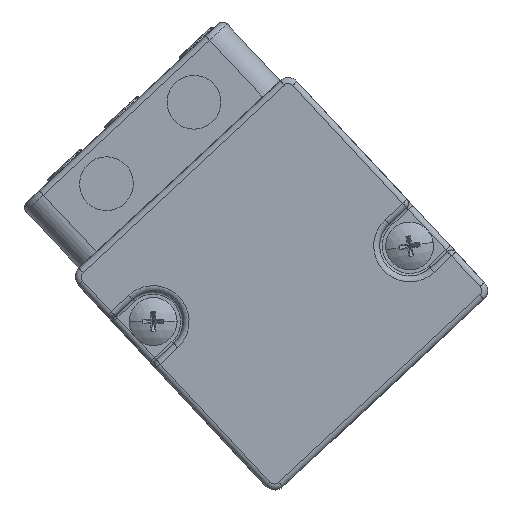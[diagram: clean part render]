
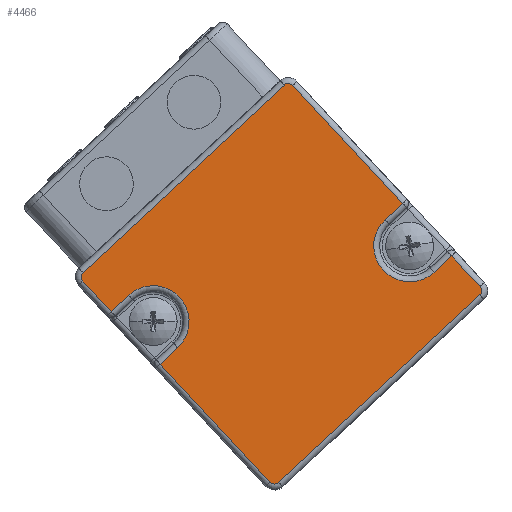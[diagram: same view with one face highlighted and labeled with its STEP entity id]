
A CAD part, left-side view. The second image highlights one B-rep face of the part: STEP entity #4466.
In plain terms, the highlighted planar face has unit normal (-1, 0, 0).
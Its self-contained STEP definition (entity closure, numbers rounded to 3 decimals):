
#61 = ORIENTED_EDGE ( 'NONE', *, *, #3659, .T. ) ;
#118 = CARTESIAN_POINT ( 'NONE',  ( -92.786, 12.175, -5.718 ) ) ;
#197 = ORIENTED_EDGE ( 'NONE', *, *, #5796, .T. ) ;
#251 = VERTEX_POINT ( 'NONE', #2930 ) ;
#419 = CARTESIAN_POINT ( 'NONE',  ( -92.786, -14.561, 0.061 ) ) ;
#622 = VERTEX_POINT ( 'NONE', #1338 ) ;
#682 = AXIS2_PLACEMENT_3D ( 'NONE', #1264, #8467, #7084 ) ;
#851 = VECTOR ( 'NONE', #1794, 1000. ) ;
#944 = CARTESIAN_POINT ( 'NONE',  ( -92.786, -6.746, 9.181 ) ) ;
#954 = DIRECTION ( 'NONE',  ( 0., 0.682, 0.732 ) ) ;
#1082 = EDGE_CURVE ( 'NONE', #251, #5537, #8187, .T. ) ;
#1168 = CARTESIAN_POINT ( 'NONE',  ( -92.786, -3.421, -4.853 ) ) ;
#1177 = VERTEX_POINT ( 'NONE', #419 ) ;
#1264 = CARTESIAN_POINT ( 'NONE',  ( -92.786, 12.757, -2.16 ) ) ;
#1338 = CARTESIAN_POINT ( 'NONE',  ( -92.786, 10.712, -4.354 ) ) ;
#1621 = CARTESIAN_POINT ( 'NONE',  ( -92.786, 10.214, 9.779 ) ) ;
#1652 = AXIS2_PLACEMENT_3D ( 'NONE', #5555, #5659, #4942 ) ;
#1711 = ORIENTED_EDGE ( 'NONE', *, *, #3489, .T. ) ;
#1759 = AXIS2_PLACEMENT_3D ( 'NONE', #4241, #4137, #5527 ) ;
#1773 = CARTESIAN_POINT ( 'NONE',  ( -92.786, -6.646, 6.354 ) ) ;
#1794 = DIRECTION ( 'NONE',  ( 0., 0.732, -0.682 ) ) ;
#1831 = VERTEX_POINT ( 'NONE', #6735 ) ;
#1855 = LINE ( 'NONE', #6821, #6598 ) ;
#1950 = EDGE_CURVE ( 'NONE', #7432, #9113, #6384, .T. ) ;
#1995 = EDGE_LOOP ( 'NONE', ( #8969, #197, #9154, #4277, #3283, #8817, #5626, #7465, #61, #3476, #8672, #2145, #1711, #8481, #6061, #5405 ) ) ;
#2145 = ORIENTED_EDGE ( 'NONE', *, *, #7013, .T. ) ;
#2230 = DIRECTION ( 'NONE',  ( 1., 0., 0. ) ) ;
#2292 = DIRECTION ( 'NONE',  ( -1., 0., 0. ) ) ;
#2295 = EDGE_CURVE ( 'NONE', #1177, #251, #8192, .T. ) ;
#2356 = VECTOR ( 'NONE', #7448, 1000. ) ;
#2561 = DIRECTION ( 'NONE',  ( -1., 0., 0. ) ) ;
#2637 = LINE ( 'NONE', #4026, #3441 ) ;
#2648 = EDGE_CURVE ( 'NONE', #6948, #7873, #8211, .T. ) ;
#2756 = CARTESIAN_POINT ( 'NONE',  ( -92.786, 0.669, -0.463 ) ) ;
#2769 = DIRECTION ( 'NONE',  ( 0., -0.682, -0.732 ) ) ;
#2866 = VECTOR ( 'NONE', #7852, 1000. ) ;
#2930 = CARTESIAN_POINT ( 'NONE',  ( -92.786, -14.586, 0.768 ) ) ;
#2952 = CARTESIAN_POINT ( 'NONE',  ( -92.786, -12.2, 3.328 ) ) ;
#3049 = CARTESIAN_POINT ( 'NONE',  ( -92.786, 2.033, 1. ) ) ;
#3060 = EDGE_CURVE ( 'NONE', #5072, #6305, #7533, .T. ) ;
#3138 = EDGE_CURVE ( 'NONE', #8896, #1831, #5109, .T. ) ;
#3267 = VECTOR ( 'NONE', #7599, 1000. ) ;
#3283 = ORIENTED_EDGE ( 'NONE', *, *, #8059, .T. ) ;
#3336 = DIRECTION ( 'NONE',  ( 0., 0.682, 0.732 ) ) ;
#3441 = VECTOR ( 'NONE', #6936, 1000. ) ;
#3453 = VECTOR ( 'NONE', #2769, 1000. ) ;
#3476 = ORIENTED_EDGE ( 'NONE', *, *, #1950, .T. ) ;
#3489 = EDGE_CURVE ( 'NONE', #6399, #8896, #5204, .T. ) ;
#3610 = VECTOR ( 'NONE', #4858, 1000. ) ;
#3659 = EDGE_CURVE ( 'NONE', #4374, #7432, #7846, .T. ) ;
#3731 = AXIS2_PLACEMENT_3D ( 'NONE', #8820, #2292, #6019 ) ;
#3977 = CARTESIAN_POINT ( 'NONE',  ( -92.786, 2.972, -15.594 ) ) ;
#4026 = CARTESIAN_POINT ( 'NONE',  ( -92.786, 3.396, 2.463 ) ) ;
#4137 = DIRECTION ( 'NONE',  ( 1., 0., 0. ) ) ;
#4241 = CARTESIAN_POINT ( 'NONE',  ( -92.786, -8.692, 4.16 ) ) ;
#4277 = ORIENTED_EDGE ( 'NONE', *, *, #3060, .T. ) ;
#4294 = LINE ( 'NONE', #6489, #3453 ) ;
#4374 = VERTEX_POINT ( 'NONE', #7761 ) ;
#4466 = ADVANCED_FACE ( 'NONE', ( #5813 ), #7381, .F. ) ;
#4573 = DIRECTION ( 'NONE',  ( 0., 0.682, 0.732 ) ) ;
#4599 = CARTESIAN_POINT ( 'NONE',  ( -92.786, 7.487, 6.853 ) ) ;
#4652 = AXIS2_PLACEMENT_3D ( 'NONE', #6192, #2561, #3336 ) ;
#4858 = DIRECTION ( 'NONE',  ( 0., -0.732, 0.682 ) ) ;
#4872 = DIRECTION ( 'NONE',  ( -1., 0., 0. ) ) ;
#4942 = DIRECTION ( 'NONE',  ( 0., 0.682, 0.732 ) ) ;
#4982 = CARTESIAN_POINT ( 'NONE',  ( -92.786, 2.265, -15.619 ) ) ;
#5072 = VERTEX_POINT ( 'NONE', #3977 ) ;
#5109 = CIRCLE ( 'NONE', #6164, 0.5 ) ;
#5204 = LINE ( 'NONE', #1621, #2356 ) ;
#5342 = VERTEX_POINT ( 'NONE', #118 ) ;
#5405 = ORIENTED_EDGE ( 'NONE', *, *, #2648, .T. ) ;
#5474 = LINE ( 'NONE', #1168, #851 ) ;
#5527 = DIRECTION ( 'NONE',  ( 0., 0.682, 0.732 ) ) ;
#5537 = VERTEX_POINT ( 'NONE', #2952 ) ;
#5555 = CARTESIAN_POINT ( 'NONE',  ( -92.786, -14.221, 0.427 ) ) ;
#5626 = ORIENTED_EDGE ( 'NONE', *, *, #1082, .T. ) ;
#5628 = EDGE_CURVE ( 'NONE', #1831, #6948, #9381, .T. ) ;
#5649 = EDGE_CURVE ( 'NONE', #5537, #4374, #5474, .T. ) ;
#5659 = DIRECTION ( 'NONE',  ( -1., 0., 0. ) ) ;
#5796 = EDGE_CURVE ( 'NONE', #622, #5342, #2637, .T. ) ;
#5813 = FACE_OUTER_BOUND ( 'NONE', #1995, .T. ) ;
#5866 = CARTESIAN_POINT ( 'NONE',  ( -92.786, 10.812, -7.181 ) ) ;
#5882 = VECTOR ( 'NONE', #8759, 1000. ) ;
#6019 = DIRECTION ( 'NONE',  ( 0., 0.682, 0.732 ) ) ;
#6061 = ORIENTED_EDGE ( 'NONE', *, *, #5628, .T. ) ;
#6164 = AXIS2_PLACEMENT_3D ( 'NONE', #7008, #4872, #9004 ) ;
#6192 = CARTESIAN_POINT ( 'NONE',  ( -92.786, 1.46, 17.253 ) ) ;
#6305 = VERTEX_POINT ( 'NONE', #4982 ) ;
#6384 = LINE ( 'NONE', #2756, #2866 ) ;
#6399 = VERTEX_POINT ( 'NONE', #8153 ) ;
#6460 = CARTESIAN_POINT ( 'NONE',  ( -92.786, -6.148, -7.779 ) ) ;
#6489 = CARTESIAN_POINT ( 'NONE',  ( -92.786, 10.812, -7.181 ) ) ;
#6521 = CARTESIAN_POINT ( 'NONE',  ( -92.786, -8.11, 7.718 ) ) ;
#6598 = VECTOR ( 'NONE', #954, 1000. ) ;
#6610 = EDGE_CURVE ( 'NONE', #9113, #7722, #1855, .T. ) ;
#6676 = CARTESIAN_POINT ( 'NONE',  ( -92.786, 16.266, -1.328 ) ) ;
#6735 = CARTESIAN_POINT ( 'NONE',  ( -92.786, 18.652, 1.232 ) ) ;
#6821 = CARTESIAN_POINT ( 'NONE',  ( -92.786, -6.746, 9.181 ) ) ;
#6936 = DIRECTION ( 'NONE',  ( 0., 0.732, -0.682 ) ) ;
#6948 = VERTEX_POINT ( 'NONE', #6676 ) ;
#7008 = CARTESIAN_POINT ( 'NONE',  ( -92.786, 18.286, 1.573 ) ) ;
#7013 = EDGE_CURVE ( 'NONE', #7722, #6399, #8441, .T. ) ;
#7084 = DIRECTION ( 'NONE',  ( 0., 0.682, 0.732 ) ) ;
#7197 = EDGE_CURVE ( 'NONE', #7873, #622, #8895, .T. ) ;
#7381 = PLANE ( 'NONE',  #8424 ) ;
#7425 = VECTOR ( 'NONE', #4573, 1000. ) ;
#7432 = VERTEX_POINT ( 'NONE', #1773 ) ;
#7448 = DIRECTION ( 'NONE',  ( 0., 0.732, -0.682 ) ) ;
#7465 = ORIENTED_EDGE ( 'NONE', *, *, #5649, .T. ) ;
#7533 = CIRCLE ( 'NONE', #3731, 0.5 ) ;
#7540 = EDGE_CURVE ( 'NONE', #5342, #5072, #4294, .T. ) ;
#7599 = DIRECTION ( 'NONE',  ( 0., -0.732, 0.682 ) ) ;
#7722 = VERTEX_POINT ( 'NONE', #8997 ) ;
#7761 = CARTESIAN_POINT ( 'NONE',  ( -92.786, -10.737, 1.965 ) ) ;
#7846 = CIRCLE ( 'NONE', #1759, 3. ) ;
#7852 = DIRECTION ( 'NONE',  ( 0., -0.732, 0.682 ) ) ;
#7873 = VERTEX_POINT ( 'NONE', #8662 ) ;
#8059 = EDGE_CURVE ( 'NONE', #6305, #1177, #8602, .T. ) ;
#8153 = CARTESIAN_POINT ( 'NONE',  ( -92.786, 1.801, 17.619 ) ) ;
#8187 = LINE ( 'NONE', #944, #7425 ) ;
#8192 = CIRCLE ( 'NONE', #1652, 0.5 ) ;
#8211 = LINE ( 'NONE', #4599, #3267 ) ;
#8424 = AXIS2_PLACEMENT_3D ( 'NONE', #3049, #2230, #8843 ) ;
#8441 = CIRCLE ( 'NONE', #4652, 0.5 ) ;
#8467 = DIRECTION ( 'NONE',  ( 1., 0., 0. ) ) ;
#8470 = CARTESIAN_POINT ( 'NONE',  ( -92.786, 18.627, 1.939 ) ) ;
#8481 = ORIENTED_EDGE ( 'NONE', *, *, #3138, .T. ) ;
#8602 = LINE ( 'NONE', #6460, #3610 ) ;
#8662 = CARTESIAN_POINT ( 'NONE',  ( -92.786, 14.803, 0.035 ) ) ;
#8672 = ORIENTED_EDGE ( 'NONE', *, *, #6610, .T. ) ;
#8759 = DIRECTION ( 'NONE',  ( 0., -0.682, -0.732 ) ) ;
#8817 = ORIENTED_EDGE ( 'NONE', *, *, #2295, .T. ) ;
#8820 = CARTESIAN_POINT ( 'NONE',  ( -92.786, 2.606, -15.253 ) ) ;
#8843 = DIRECTION ( 'NONE',  ( 0., 0.682, 0.732 ) ) ;
#8895 = CIRCLE ( 'NONE', #682, 3. ) ;
#8896 = VERTEX_POINT ( 'NONE', #8470 ) ;
#8969 = ORIENTED_EDGE ( 'NONE', *, *, #7197, .T. ) ;
#8997 = CARTESIAN_POINT ( 'NONE',  ( -92.786, 1.094, 17.594 ) ) ;
#9004 = DIRECTION ( 'NONE',  ( 0., 0.682, 0.732 ) ) ;
#9113 = VERTEX_POINT ( 'NONE', #6521 ) ;
#9154 = ORIENTED_EDGE ( 'NONE', *, *, #7540, .T. ) ;
#9381 = LINE ( 'NONE', #5866, #5882 ) ;
